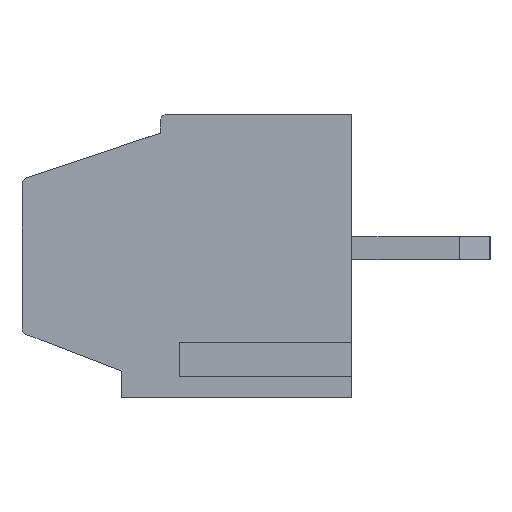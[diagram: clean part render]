
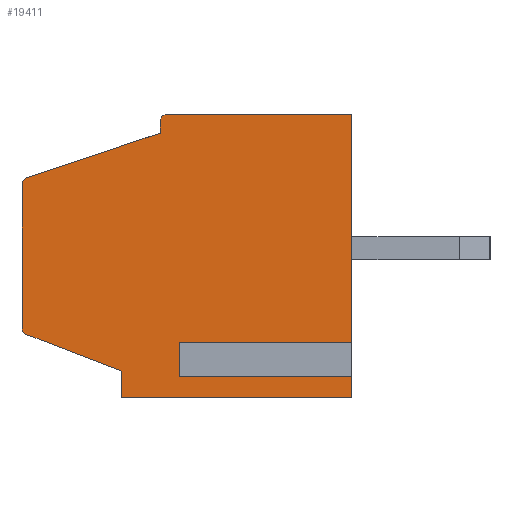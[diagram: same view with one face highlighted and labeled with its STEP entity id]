
A CAD part, left-side view. The second image highlights one B-rep face of the part: STEP entity #19411.
In plain terms, the highlighted planar face has unit normal (-1, 0, 0).
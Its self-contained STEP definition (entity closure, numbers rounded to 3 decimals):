
#445 = EDGE_CURVE ( 'NONE', #30794, #37922, #16985, .T. ) ;
#669 = VECTOR ( 'NONE', #25723, 1000. ) ;
#725 = DIRECTION ( 'NONE',  ( 0., -1., 0. ) ) ;
#738 = CARTESIAN_POINT ( 'NONE',  ( 0., 5., 7.2 ) ) ;
#890 = EDGE_CURVE ( 'NONE', #30679, #29954, #26630, .T. ) ;
#930 = VECTOR ( 'NONE', #8945, 1000. ) ;
#966 = VECTOR ( 'NONE', #17281, 1000. ) ;
#1115 = LINE ( 'NONE', #27348, #25673 ) ;
#1465 = ORIENTED_EDGE ( 'NONE', *, *, #27725, .T. ) ;
#1516 = LINE ( 'NONE', #9879, #23526 ) ;
#1970 = VERTEX_POINT ( 'NONE', #9174 ) ;
#2176 = LINE ( 'NONE', #37111, #36228 ) ;
#2461 = CARTESIAN_POINT ( 'NONE',  ( 0., 8.6, 7.4 ) ) ;
#2497 = VERTEX_POINT ( 'NONE', #36043 ) ;
#2632 = VECTOR ( 'NONE', #38063, 1000. ) ;
#3525 = CARTESIAN_POINT ( 'NONE',  ( 0., 8.6, 5.556 ) ) ;
#3682 = ORIENTED_EDGE ( 'NONE', *, *, #22605, .F. ) ;
#4736 = VERTEX_POINT ( 'NONE', #22530 ) ;
#5013 = EDGE_CURVE ( 'NONE', #16226, #1970, #17181, .T. ) ;
#5281 = VECTOR ( 'NONE', #19925, 1000. ) ;
#5325 = VECTOR ( 'NONE', #23546, 1000. ) ;
#5370 = CARTESIAN_POINT ( 'NONE',  ( 0., 6., 0.7 ) ) ;
#5380 = PLANE ( 'NONE',  #17248 ) ;
#5422 = ORIENTED_EDGE ( 'NONE', *, *, #890, .F. ) ;
#5645 = CARTESIAN_POINT ( 'NONE',  ( 0., 0., 7.4 ) ) ;
#5660 = EDGE_CURVE ( 'NONE', #30679, #31522, #17824, .T. ) ;
#6812 = DIRECTION ( 'NONE',  ( -1., 0., 0. ) ) ;
#7122 = DIRECTION ( 'NONE',  ( 0., 0., -1. ) ) ;
#8693 = EDGE_LOOP ( 'NONE', ( #19238, #1465, #36408, #22333, #17874, #5422, #12976, #3682, #22287, #12895, #29251, #34118, #35774, #8732, #11636 ) ) ;
#8732 = ORIENTED_EDGE ( 'NONE', *, *, #12540, .T. ) ;
#8820 = CARTESIAN_POINT ( 'NONE',  ( 0., 5., 6.9 ) ) ;
#8945 = DIRECTION ( 'NONE',  ( 0., -0.949, 0.316 ) ) ;
#9174 = CARTESIAN_POINT ( 'NONE',  ( 0., 4.5, 0.732 ) ) ;
#9341 = CARTESIAN_POINT ( 'NONE',  ( 0., 8.6, 7.4 ) ) ;
#9756 = CARTESIAN_POINT ( 'NONE',  ( 0., 4.5, 1.268 ) ) ;
#9879 = CARTESIAN_POINT ( 'NONE',  ( 0., 8.6, 0. ) ) ;
#9906 = CARTESIAN_POINT ( 'NONE',  ( 0., 8.4, 5.556 ) ) ;
#11206 = FACE_OUTER_BOUND ( 'NONE', #8693, .T. ) ;
#11636 = ORIENTED_EDGE ( 'NONE', *, *, #445, .T. ) ;
#11860 = CARTESIAN_POINT ( 'NONE',  ( 0., 8.6, 5.7 ) ) ;
#12540 = EDGE_CURVE ( 'NONE', #16226, #30794, #32193, .T. ) ;
#12895 = ORIENTED_EDGE ( 'NONE', *, *, #28478, .T. ) ;
#12976 = ORIENTED_EDGE ( 'NONE', *, *, #5660, .T. ) ;
#12978 = DIRECTION ( 'NONE',  ( 0., 0.933, 0.359 ) ) ;
#13540 = CARTESIAN_POINT ( 'NONE',  ( 0., 8.6, 1.837 ) ) ;
#13608 = VERTEX_POINT ( 'NONE', #738 ) ;
#13835 = EDGE_CURVE ( 'NONE', #22007, #29954, #21284, .T. ) ;
#14038 = VERTEX_POINT ( 'NONE', #5370 ) ;
#14099 = DIRECTION ( 'NONE',  ( 0., 0., -1. ) ) ;
#14564 = DIRECTION ( 'NONE',  ( 0., 0., -1. ) ) ;
#15456 = DIRECTION ( 'NONE',  ( 0., -1., 0. ) ) ;
#15730 = AXIS2_PLACEMENT_3D ( 'NONE', #9906, #6812, #18622 ) ;
#15763 = VERTEX_POINT ( 'NONE', #15969 ) ;
#15969 = CARTESIAN_POINT ( 'NONE',  ( 0., 4.8, 7.4 ) ) ;
#16226 = VERTEX_POINT ( 'NONE', #9756 ) ;
#16985 = LINE ( 'NONE', #34250, #669 ) ;
#17181 = LINE ( 'NONE', #26110, #21890 ) ;
#17214 = CARTESIAN_POINT ( 'NONE',  ( 0., 8.463, 5.746 ) ) ;
#17248 = AXIS2_PLACEMENT_3D ( 'NONE', #2461, #19940, #14099 ) ;
#17281 = DIRECTION ( 'NONE',  ( 0., 0., 1. ) ) ;
#17486 = CARTESIAN_POINT ( 'NONE',  ( 0., 8.4, 1.837 ) ) ;
#17824 = CIRCLE ( 'NONE', #31432, 0.2 ) ;
#17874 = ORIENTED_EDGE ( 'NONE', *, *, #13835, .T. ) ;
#18553 = LINE ( 'NONE', #33084, #19601 ) ;
#18622 = DIRECTION ( 'NONE',  ( 0., 0., -1. ) ) ;
#19238 = ORIENTED_EDGE ( 'NONE', *, *, #37551, .F. ) ;
#19411 = ADVANCED_FACE ( 'NONE', ( #11206 ), #5380, .F. ) ;
#19601 = VECTOR ( 'NONE', #15456, 1000. ) ;
#19840 = CARTESIAN_POINT ( 'NONE',  ( 0., 0., 7.4 ) ) ;
#19925 = DIRECTION ( 'NONE',  ( 0., -1., 0. ) ) ;
#19940 = DIRECTION ( 'NONE',  ( 1., 0., 0. ) ) ;
#20218 = LINE ( 'NONE', #5645, #966 ) ;
#20757 = VERTEX_POINT ( 'NONE', #27187 ) ;
#21284 = CIRCLE ( 'NONE', #15730, 0.2 ) ;
#21890 = VECTOR ( 'NONE', #37947, 1000. ) ;
#22007 = VERTEX_POINT ( 'NONE', #17214 ) ;
#22287 = ORIENTED_EDGE ( 'NONE', *, *, #23250, .F. ) ;
#22333 = ORIENTED_EDGE ( 'NONE', *, *, #25423, .F. ) ;
#22530 = CARTESIAN_POINT ( 'NONE',  ( 0., 6., 0. ) ) ;
#22605 = EDGE_CURVE ( 'NONE', #14038, #31522, #1115, .T. ) ;
#23250 = EDGE_CURVE ( 'NONE', #4736, #14038, #2176, .T. ) ;
#23526 = VECTOR ( 'NONE', #725, 1000. ) ;
#23546 = DIRECTION ( 'NONE',  ( 0., 0., 1. ) ) ;
#24786 = DIRECTION ( 'NONE',  ( -1., 0., 0. ) ) ;
#25423 = EDGE_CURVE ( 'NONE', #22007, #29299, #26421, .T. ) ;
#25673 = VECTOR ( 'NONE', #12978, 1000. ) ;
#25723 = DIRECTION ( 'NONE',  ( 0., 0., 1. ) ) ;
#25745 = CARTESIAN_POINT ( 'NONE',  ( 0., 8.472, 1.651 ) ) ;
#26064 = EDGE_CURVE ( 'NONE', #2497, #20757, #20218, .T. ) ;
#26110 = CARTESIAN_POINT ( 'NONE',  ( 0., 4.5, 0.732 ) ) ;
#26421 = LINE ( 'NONE', #11860, #930 ) ;
#26630 = LINE ( 'NONE', #9341, #27191 ) ;
#26991 = CARTESIAN_POINT ( 'NONE',  ( 0., 5., 6.9 ) ) ;
#27187 = CARTESIAN_POINT ( 'NONE',  ( 0., 0., 0.732 ) ) ;
#27191 = VECTOR ( 'NONE', #38481, 1000. ) ;
#27348 = CARTESIAN_POINT ( 'NONE',  ( 0., 8.6, 1.7 ) ) ;
#27725 = EDGE_CURVE ( 'NONE', #15763, #13608, #28419, .T. ) ;
#28419 = CIRCLE ( 'NONE', #33365, 0.2 ) ;
#28478 = EDGE_CURVE ( 'NONE', #4736, #2497, #1516, .T. ) ;
#28804 = LINE ( 'NONE', #8820, #5325 ) ;
#29251 = ORIENTED_EDGE ( 'NONE', *, *, #26064, .T. ) ;
#29279 = CARTESIAN_POINT ( 'NONE',  ( 0., 5.53, 1.268 ) ) ;
#29294 = DIRECTION ( 'NONE',  ( -1., 0., 0. ) ) ;
#29299 = VERTEX_POINT ( 'NONE', #26991 ) ;
#29570 = CARTESIAN_POINT ( 'NONE',  ( 0., 0., 1.268 ) ) ;
#29954 = VERTEX_POINT ( 'NONE', #3525 ) ;
#30679 = VERTEX_POINT ( 'NONE', #13540 ) ;
#30794 = VERTEX_POINT ( 'NONE', #29570 ) ;
#31314 = LINE ( 'NONE', #34069, #5281 ) ;
#31432 = AXIS2_PLACEMENT_3D ( 'NONE', #17486, #29294, #14564 ) ;
#31522 = VERTEX_POINT ( 'NONE', #25745 ) ;
#32193 = LINE ( 'NONE', #29279, #2632 ) ;
#33084 = CARTESIAN_POINT ( 'NONE',  ( 0., 5.53, 0.732 ) ) ;
#33365 = AXIS2_PLACEMENT_3D ( 'NONE', #33878, #24786, #7122 ) ;
#33878 = CARTESIAN_POINT ( 'NONE',  ( 0., 4.8, 7.2 ) ) ;
#34069 = CARTESIAN_POINT ( 'NONE',  ( 0., 8.6, 7.4 ) ) ;
#34118 = ORIENTED_EDGE ( 'NONE', *, *, #38170, .F. ) ;
#34184 = DIRECTION ( 'NONE',  ( 0., 0., 1. ) ) ;
#34250 = CARTESIAN_POINT ( 'NONE',  ( 0., 0., 7.4 ) ) ;
#35774 = ORIENTED_EDGE ( 'NONE', *, *, #5013, .F. ) ;
#36043 = CARTESIAN_POINT ( 'NONE',  ( 0., 0., 0. ) ) ;
#36211 = EDGE_CURVE ( 'NONE', #29299, #13608, #28804, .T. ) ;
#36228 = VECTOR ( 'NONE', #34184, 1000. ) ;
#36408 = ORIENTED_EDGE ( 'NONE', *, *, #36211, .F. ) ;
#37111 = CARTESIAN_POINT ( 'NONE',  ( 0., 6., 0.7 ) ) ;
#37551 = EDGE_CURVE ( 'NONE', #15763, #37922, #31314, .T. ) ;
#37922 = VERTEX_POINT ( 'NONE', #19840 ) ;
#37947 = DIRECTION ( 'NONE',  ( 0., 0., -1. ) ) ;
#38063 = DIRECTION ( 'NONE',  ( 0., -1., 0. ) ) ;
#38170 = EDGE_CURVE ( 'NONE', #1970, #20757, #18553, .T. ) ;
#38481 = DIRECTION ( 'NONE',  ( 0., 0., 1. ) ) ;
